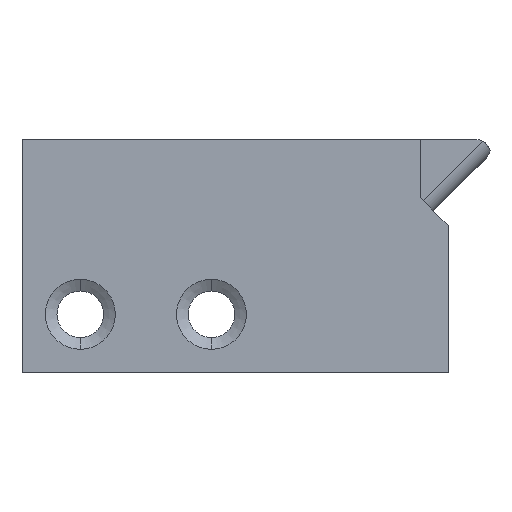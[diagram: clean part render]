
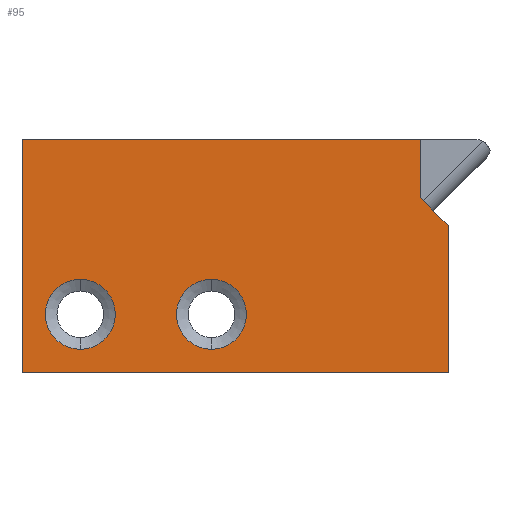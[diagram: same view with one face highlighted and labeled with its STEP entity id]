
A CAD part, front view. The second image highlights one B-rep face of the part: STEP entity #95.
In plain terms, the highlighted planar face has unit normal (0, -1, 0).
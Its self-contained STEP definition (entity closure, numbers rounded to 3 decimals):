
#37 = CARTESIAN_POINT ( 'NONE',  ( 6.628, -1.165, 1. ) ) ;
#93 = CARTESIAN_POINT ( 'NONE',  ( -7.04, -1.165, 3. ) ) ;
#95 = ADVANCED_FACE ( 'NONE', ( #96, #1211, #2314 ), #3388, .F. ) ;
#96 = FACE_BOUND ( 'NONE', #3007, .T. ) ;
#129 = LINE ( 'NONE', #943, #3297 ) ;
#168 = VECTOR ( 'NONE', #1015, 1000. ) ;
#170 = AXIS2_PLACEMENT_3D ( 'NONE', #941, #2043, #1793 ) ;
#173 = EDGE_CURVE ( 'NONE', #2707, #1518, #3195, .T. ) ;
#229 = CARTESIAN_POINT ( 'NONE',  ( -0.54, -1.165, -1.8 ) ) ;
#239 = EDGE_CURVE ( 'NONE', #729, #1591, #452, .T. ) ;
#304 = AXIS2_PLACEMENT_3D ( 'NONE', #3018, #2758, #2479 ) ;
#374 = ORIENTED_EDGE ( 'NONE', *, *, #1025, .F. ) ;
#452 = CIRCLE ( 'NONE', #916, 1.2 ) ;
#456 = CARTESIAN_POINT ( 'NONE',  ( 7.581, -1.165, -5. ) ) ;
#486 = DIRECTION ( 'NONE',  ( 0., 0., -1. ) ) ;
#488 = CARTESIAN_POINT ( 'NONE',  ( 3.833, -1.165, 3.795 ) ) ;
#523 = LINE ( 'NONE', #488, #3465 ) ;
#534 = EDGE_CURVE ( 'NONE', #2707, #695, #2871, .T. ) ;
#595 = DIRECTION ( 'NONE',  ( 1., 0., 0. ) ) ;
#621 = ORIENTED_EDGE ( 'NONE', *, *, #762, .F. ) ;
#695 = VERTEX_POINT ( 'NONE', #2096 ) ;
#729 = VERTEX_POINT ( 'NONE', #759 ) ;
#732 = EDGE_CURVE ( 'NONE', #695, #864, #523, .T. ) ;
#759 = CARTESIAN_POINT ( 'NONE',  ( -5.04, -1.165, -4.2 ) ) ;
#762 = EDGE_CURVE ( 'NONE', #763, #2037, #1945, .T. ) ;
#763 = VERTEX_POINT ( 'NONE', #229 ) ;
#824 = VECTOR ( 'NONE', #2073, 1000. ) ;
#864 = VERTEX_POINT ( 'NONE', #37 ) ;
#916 = AXIS2_PLACEMENT_3D ( 'NONE', #2634, #2968, #486 ) ;
#941 = CARTESIAN_POINT ( 'NONE',  ( 3.039, -1.165, 3. ) ) ;
#943 = CARTESIAN_POINT ( 'NONE',  ( 6.628, -1.165, 3. ) ) ;
#1015 = DIRECTION ( 'NONE',  ( -1., 0., 0. ) ) ;
#1018 = LINE ( 'NONE', #2637, #3255 ) ;
#1025 = EDGE_CURVE ( 'NONE', #1591, #729, #1996, .T. ) ;
#1085 = EDGE_LOOP ( 'NONE', ( #2429, #621 ) ) ;
#1147 = CARTESIAN_POINT ( 'NONE',  ( -0.54, -1.165, -4.2 ) ) ;
#1170 = DIRECTION ( 'NONE',  ( 0., -1., 0. ) ) ;
#1211 = FACE_BOUND ( 'NONE', #1085, .T. ) ;
#1261 = CARTESIAN_POINT ( 'NONE',  ( 7.581, -1.165, -5. ) ) ;
#1272 = CARTESIAN_POINT ( 'NONE',  ( -5.04, -1.165, -3. ) ) ;
#1286 = DIRECTION ( 'NONE',  ( 0., -1., 0. ) ) ;
#1469 = ORIENTED_EDGE ( 'NONE', *, *, #732, .T. ) ;
#1518 = VERTEX_POINT ( 'NONE', #3058 ) ;
#1576 = EDGE_CURVE ( 'NONE', #2337, #864, #129, .T. ) ;
#1591 = VERTEX_POINT ( 'NONE', #2815 ) ;
#1623 = EDGE_CURVE ( 'NONE', #2037, #763, #2225, .T. ) ;
#1670 = CARTESIAN_POINT ( 'NONE',  ( 6.628, -1.165, 3. ) ) ;
#1714 = ORIENTED_EDGE ( 'NONE', *, *, #173, .F. ) ;
#1785 = EDGE_CURVE ( 'NONE', #1989, #1518, #1018, .T. ) ;
#1793 = DIRECTION ( 'NONE',  ( 0., 0., 1. ) ) ;
#1830 = DIRECTION ( 'NONE',  ( 0., 0., -1. ) ) ;
#1945 = CIRCLE ( 'NONE', #304, 1.2 ) ;
#1989 = VERTEX_POINT ( 'NONE', #93 ) ;
#1996 = CIRCLE ( 'NONE', #3294, 1.2 ) ;
#2037 = VERTEX_POINT ( 'NONE', #1147 ) ;
#2043 = DIRECTION ( 'NONE',  ( 0., 1., 0. ) ) ;
#2073 = DIRECTION ( 'NONE',  ( 0., 0., 1. ) ) ;
#2096 = CARTESIAN_POINT ( 'NONE',  ( 7.581, -1.165, 0.047 ) ) ;
#2108 = EDGE_CURVE ( 'NONE', #1989, #2337, #2875, .T. ) ;
#2225 = CIRCLE ( 'NONE', #2681, 1.2 ) ;
#2278 = ORIENTED_EDGE ( 'NONE', *, *, #2108, .F. ) ;
#2306 = ORIENTED_EDGE ( 'NONE', *, *, #534, .T. ) ;
#2314 = FACE_OUTER_BOUND ( 'NONE', #2575, .T. ) ;
#2315 = CARTESIAN_POINT ( 'NONE',  ( -0.54, -1.165, -3. ) ) ;
#2337 = VERTEX_POINT ( 'NONE', #1670 ) ;
#2411 = ORIENTED_EDGE ( 'NONE', *, *, #1576, .F. ) ;
#2429 = ORIENTED_EDGE ( 'NONE', *, *, #1623, .F. ) ;
#2479 = DIRECTION ( 'NONE',  ( 0., 0., -1. ) ) ;
#2575 = EDGE_LOOP ( 'NONE', ( #2411, #2278, #2756, #1714, #2306, #1469 ) ) ;
#2634 = CARTESIAN_POINT ( 'NONE',  ( -5.04, -1.165, -3. ) ) ;
#2637 = CARTESIAN_POINT ( 'NONE',  ( -7.04, -1.165, -5. ) ) ;
#2648 = DIRECTION ( 'NONE',  ( 0., 0., -1. ) ) ;
#2681 = AXIS2_PLACEMENT_3D ( 'NONE', #2315, #1170, #2881 ) ;
#2707 = VERTEX_POINT ( 'NONE', #3375 ) ;
#2756 = ORIENTED_EDGE ( 'NONE', *, *, #1785, .T. ) ;
#2758 = DIRECTION ( 'NONE',  ( 0., -1., 0. ) ) ;
#2815 = CARTESIAN_POINT ( 'NONE',  ( -5.04, -1.165, -1.8 ) ) ;
#2858 = CARTESIAN_POINT ( 'NONE',  ( 6.628, -1.165, 3. ) ) ;
#2871 = LINE ( 'NONE', #456, #824 ) ;
#2875 = LINE ( 'NONE', #2858, #3531 ) ;
#2881 = DIRECTION ( 'NONE',  ( 0., 0., -1. ) ) ;
#2968 = DIRECTION ( 'NONE',  ( 0., -1., 0. ) ) ;
#3007 = EDGE_LOOP ( 'NONE', ( #3447, #374 ) ) ;
#3018 = CARTESIAN_POINT ( 'NONE',  ( -0.54, -1.165, -3. ) ) ;
#3058 = CARTESIAN_POINT ( 'NONE',  ( -7.04, -1.165, -5. ) ) ;
#3195 = LINE ( 'NONE', #1261, #168 ) ;
#3255 = VECTOR ( 'NONE', #1830, 1000. ) ;
#3294 = AXIS2_PLACEMENT_3D ( 'NONE', #1272, #1286, #2648 ) ;
#3297 = VECTOR ( 'NONE', #3427, 1000. ) ;
#3375 = CARTESIAN_POINT ( 'NONE',  ( 7.581, -1.165, -5. ) ) ;
#3388 = PLANE ( 'NONE',  #170 ) ;
#3427 = DIRECTION ( 'NONE',  ( 0., 0., -1. ) ) ;
#3447 = ORIENTED_EDGE ( 'NONE', *, *, #239, .F. ) ;
#3465 = VECTOR ( 'NONE', #3548, 1000. ) ;
#3531 = VECTOR ( 'NONE', #595, 1000. ) ;
#3548 = DIRECTION ( 'NONE',  ( -0.707, 0., 0.707 ) ) ;
